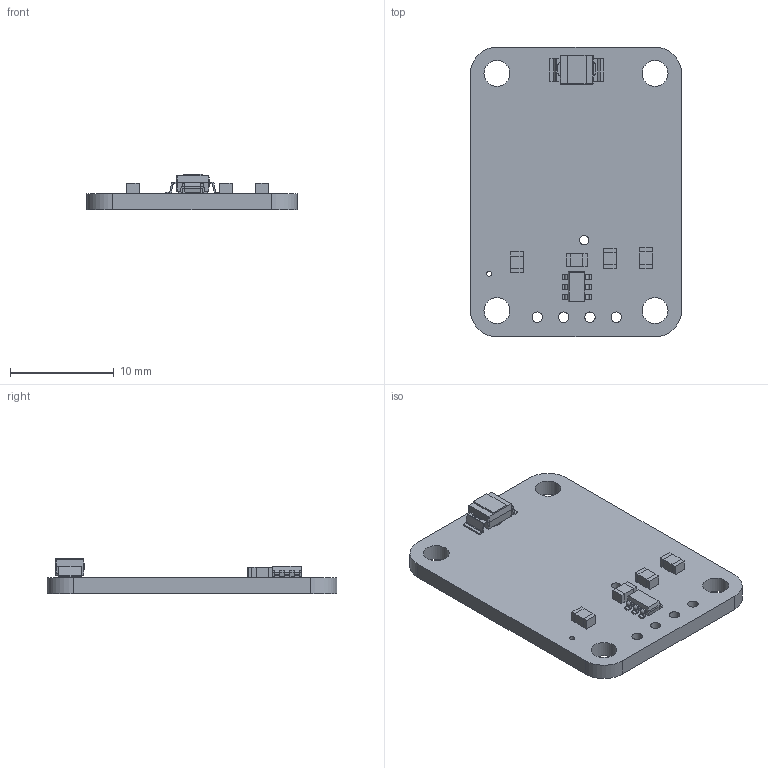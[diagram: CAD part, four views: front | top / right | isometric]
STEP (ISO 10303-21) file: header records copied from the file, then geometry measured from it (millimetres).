
FILE_DESCRIPTION(/* description */ (''),/* implementation_level */ '2;1');
FILE_NAME(/* name */ 'Adafruit AT42QT1010 Breakout v4.step',/* time_stamp */ '2022-07-14T10:14:06-04:00',/* author */ (''),/* organization */ (''),/* preprocessor_version */ 'ST-DEVELOPER v19',/* originating_system */ 'Autodesk Translation Framework v11.7.0.108',/* authorisation */ '');
FILE_SCHEMA (('AUTOMOTIVE_DESIGN { 1 0 10303 214 3 1 1 }'));
Length unit declared in the file: millimetre
Products named in the file (6): Adafruit AT42QT1010 Breakout; PCB Component; Board; AT42QT1010; 1K; LS T77K-J1L2-1-0-2-R18-Z
Assembly tree (8 placements, depth 3):
  Adafruit AT42QT1010 Breakout
    PCB Component
      Board
      AT42QT1010
      1K  x4
      LS T77K-J1L2-1-0-2-R18-Z
Bounding box: 20.32 x 27.94 x 3.44 mm (x, y, z)
Volume: 865.1 mm3; surface area: 1427.4 mm2
Topology: 7 solids, 7 shells, 237 faces, 615 edges, 393 vertices
Faces by surface type: plane 179, cylinder 51, cone 7
Full cylindrical faces by diameter (mm): 0.5 x1, 0.9 x1, 1 x4, 2.5 x5
Entity records: 6302 total; most frequent: DIRECTION 1038, CARTESIAN_POINT 1037, ORIENTED_EDGE 1014, EDGE_CURVE 507, LINE 394, VECTOR 394, AXIS2_PLACEMENT_3D 322, VERTEX_POINT 321
